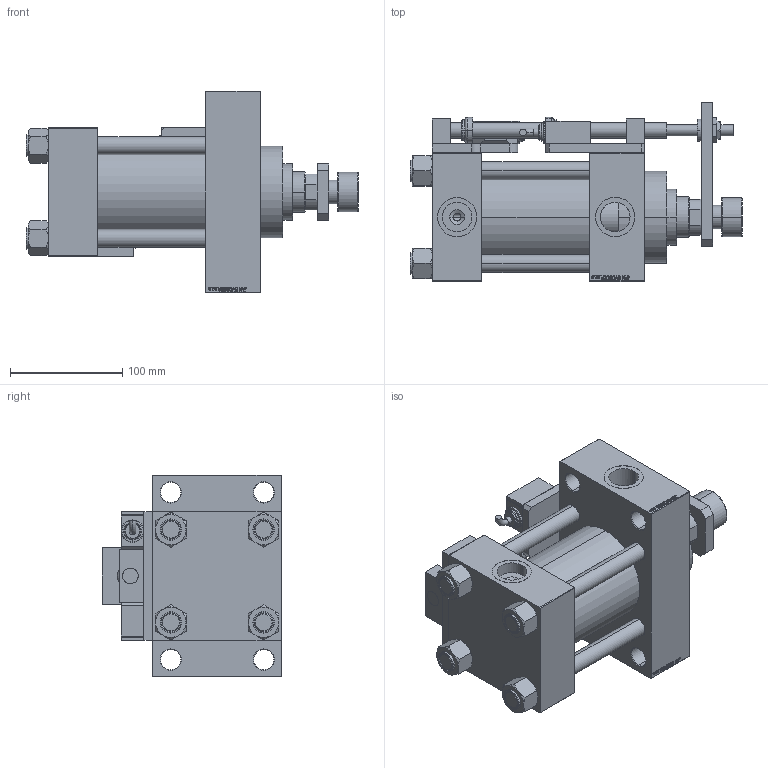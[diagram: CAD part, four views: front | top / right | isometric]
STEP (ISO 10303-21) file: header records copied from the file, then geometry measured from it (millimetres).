
FILE_DESCRIPTION (( 'STEP AP203' ), '1' );
FILE_NAME ('daa5.STEP', '2025-11-24T10:01:17', ( '' ), ( '' ), 'SwSTEP 2.0', 'SolidWorks 2019', '' );
FILE_SCHEMA (( 'CONFIG_CONTROL_DESIGN' ));
Length unit declared in the file: millimetre
Products named in the file (17): V215CD_SWITCH_Q_PODLOZKA_FRONT ded9fed128df4d8d78b9173601ade20c; daa5; V215CD_SWITCH_Q_BLOK ded9fed128df4d8d78b9173601ade20c; V215CD_SWITCH_Q_MAGNET ded9fed128df4d8d78b9173601ade20c; V215CD_VCP_D ded9fed128df4d8d78b9173601ade20c; V215CD_D_TYCINKA ded9fed128df4d8d78b9173601ade20c; V215CD_NUT_M5_D ded9fed128df4d8d78b9173601ade20c; V215CD_VC_A ded9fed128df4d8d78b9173601ade20c; V215CD_SWITCH_Q_TYC ded9fed128df4d8d78b9173601ade20c; V215CD_SWITCH_Q_PODLOZKA_BACK ded9fed128df4d8d78b9173601ade20c; V215CD_SWITCH_Q_DIMA ded9fed128df4d8d78b9173601ade20c; V215CD_SWITCH_Q_ZARAZKA ded9fed128df4d8d78b9173601ade20c; V215CD_SWITCH_Q_SWITCH ded9fed128df4d8d78b9173601ade20c; V215CD_SWITCH_Q_NUT10 ded9fed128df4d8d78b9173601ade20c; V215CD_SWITCH_Q_NUT ded9fed128df4d8d78b9173601ade20c; V215CR_ROD_END_F ded9fed128df4d8d78b9173601ade20c; V215CD_D_Body ded9fed128df4d8d78b9173601ade20c
Assembly tree (25 placements, depth 2):
  daa5
    V215CD_D_Body ded9fed128df4d8d78b9173601ade20c
    V215CD_VC_A ded9fed128df4d8d78b9173601ade20c
    V215CD_VCP_D ded9fed128df4d8d78b9173601ade20c
    V215CD_D_TYCINKA ded9fed128df4d8d78b9173601ade20c  x4
    V215CD_NUT_M5_D ded9fed128df4d8d78b9173601ade20c  x4
    V215CR_ROD_END_F ded9fed128df4d8d78b9173601ade20c
    V215CD_SWITCH_Q_BLOK ded9fed128df4d8d78b9173601ade20c  x2
    V215CD_SWITCH_Q_DIMA ded9fed128df4d8d78b9173601ade20c
    V215CD_SWITCH_Q_MAGNET ded9fed128df4d8d78b9173601ade20c  x2
    V215CD_SWITCH_Q_NUT ded9fed128df4d8d78b9173601ade20c
    V215CD_SWITCH_Q_NUT10 ded9fed128df4d8d78b9173601ade20c
    V215CD_SWITCH_Q_PODLOZKA_BACK ded9fed128df4d8d78b9173601ade20c
    V215CD_SWITCH_Q_PODLOZKA_FRONT ded9fed128df4d8d78b9173601ade20c
    V215CD_SWITCH_Q_SWITCH ded9fed128df4d8d78b9173601ade20c  x2
    V215CD_SWITCH_Q_TYC ded9fed128df4d8d78b9173601ade20c
    V215CD_SWITCH_Q_ZARAZKA ded9fed128df4d8d78b9173601ade20c
Bounding box: 296 x 160 x 180 mm (x, y, z)
Volume: 2379633.4 mm3; surface area: 419777.6 mm2
Topology: 25 solids, 25 shells, 1393 faces, 3445 edges, 2232 vertices
Faces by surface type: plane 670, bspline 368, cylinder 160, cone 155, torus 40
Entity records: 53817 total; most frequent: CARTESIAN_POINT 26099, ORIENTED_EDGE 5830, DIRECTION 4158, EDGE_CURVE 2915, VERTEX_POINT 1906, LINE 1740, VECTOR 1740, EDGE_LOOP 1325
